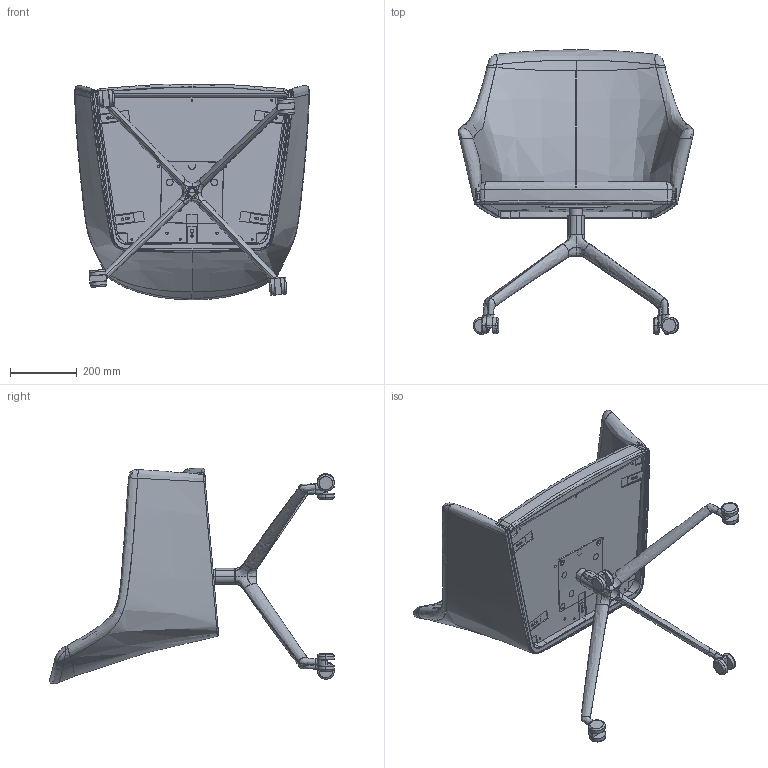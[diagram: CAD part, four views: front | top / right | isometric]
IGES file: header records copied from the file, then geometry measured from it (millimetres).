
Start section: SolidWorks IGES file using analytic representation for surfaces
Global section: file name: Arco-Sketch_work_low_D_Vogtherr_&_Prestwich-3Dfile.IGS; native system: SolidWorks 2022; preprocessor: SolidWorks 2022; author: Darielh; date: 240411.145851; units: millimetre
Bounding box: 702.77 x 850.3 x 645.86 mm (x, y, z)
Surface area: 3044881.7 mm2 (no closed solid volume)
Topology: 0 solids, 0 shells, 696 faces, 13124 edges, 13114 vertices
Faces by surface type: bspline 411, revolution 285
